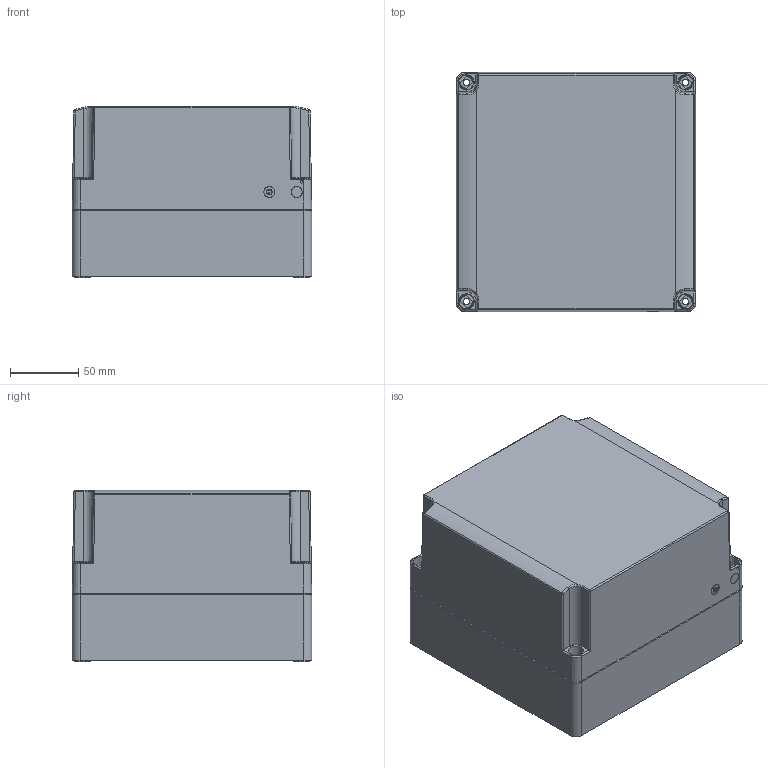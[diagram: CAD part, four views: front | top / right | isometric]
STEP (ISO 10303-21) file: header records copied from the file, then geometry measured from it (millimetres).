
FILE_DESCRIPTION((''),'2;1');
FILE_NAME('SABP181813T_ASM','2008-12-08T',('pasi_koskela'),(''),'PRO/ENGINEER BY PARAMETRIC TECHNOLOGY CORPORATION, 2008250','PRO/ENGINEER BY PARAMETRIC TECHNOLOGY CORPORATION, 2008250','');
FILE_SCHEMA(('AUTOMOTIVE_DESIGN_CC2 { 1 2 10303 214 -1 1 5 2 }'));
Length unit declared in the file: millimetre
Products named in the file (3): SABP181805B; SABT181808L; SABP181813T_ASM
Assembly tree (2 placements, depth 2):
  SABP181813T_ASM
    SABP181805B
    SABT181808L
Bounding box: 175 x 175 x 125 mm (x, y, z)
Volume: 490105.1 mm3; surface area: 305530 mm2
Topology: 2 solids, 2 shells, 1078 faces, 2797 edges, 1796 vertices
Faces by surface type: plane 612, cylinder 244, cone 110, bspline 64, torus 40, sphere 8
Entity records: 49657 total; most frequent: CARTESIAN_POINT 17251, ORIENTED_EDGE 5588, DIRECTION 5064, EDGE_CURVE 2794, PRESENTATION_STYLE_ASSIGNMENT 2058, STYLED_ITEM 2058, CURVE_STYLE 2057, VECTOR 1856
